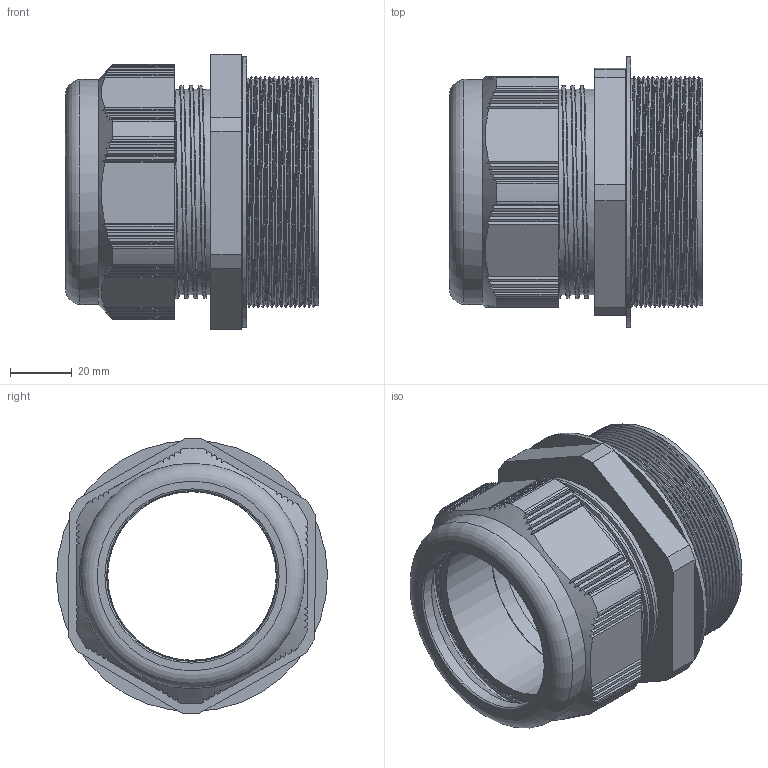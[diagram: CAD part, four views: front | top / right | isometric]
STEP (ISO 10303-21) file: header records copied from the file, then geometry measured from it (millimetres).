
FILE_DESCRIPTION(/* description */ ('Euro-Top M63'),/* implementation_level */ '2;1');
FILE_NAME(/* name */ '11080575-RST.stp',/* time_stamp */ '2019-11-21T08:10:35+01:00',/* author */ ('sl'),/* organization */ (''),/* preprocessor_version */ 'ST-DEVELOPER v16.5',/* originating_system */ 'Autodesk Inventor 2017',/* authorisation */ '');
FILE_SCHEMA (('AUTOMOTIVE_DESIGN { 1 0 10303 214 3 1 1 }'));
Length unit declared in the file: millimetre
Products named in the file (5): 11080563; 11080575; 11080575_1; 11080575_2; 11080575_3
Assembly tree (4 placements, depth 2):
  11080563
    11080575
    11080575_1
    11080575_2
    11080575_3
Bounding box: 82.22 x 87.99 x 89.39 mm (x, y, z)
Volume: 130123.8 mm3; surface area: 81178.3 mm2
Topology: 4 solids, 4 shells, 513 faces, 1487 edges, 987 vertices
Faces by surface type: plane 300, cylinder 108, torus 65, cone 34, bspline 6
Full cylindrical faces by diameter (mm): 54.72 x1, 55.22 x1, 55.57 x1, 59.56 x1, 60.7 x1, 61.44 x1, 65.2 x1, 65.25 x1, 66.7 x8, 67.3 x8, 69.8 x7, 72 x1, 73.1 x1, 73.478 x15, 76.5 x1, 77.1 x1, 88 x1
Entity records: 21732 total; most frequent: CARTESIAN_POINT 9188, ORIENTED_EDGE 2688, DIRECTION 2610, EDGE_CURVE 1344, AXIS2_PLACEMENT_3D 1001, VERTEX_POINT 908, LINE 608, VECTOR 608
